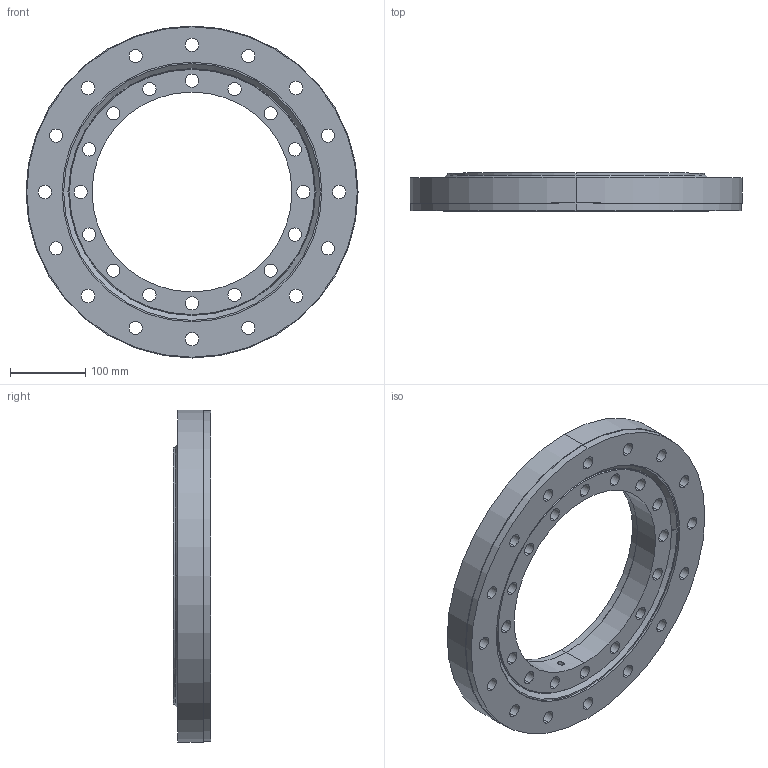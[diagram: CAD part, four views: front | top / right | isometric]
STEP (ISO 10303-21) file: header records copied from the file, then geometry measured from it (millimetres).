
FILE_DESCRIPTION (( 'STEP AP203' ), '1' );
FILE_NAME ('03-0342-05.STEP', '2017-12-26T14:45:34', ( 'defontaine' ), ( 'Hewlett-Packard Company' ), 'SwSTEP 2.0', 'SolidWorks 2016', '' );
FILE_SCHEMA (( 'CONFIG_CONTROL_DESIGN' ));
Length unit declared in the file: millimetre
Products named in the file (1): 03-0342-05
Bounding box: 440 x 50 x 440 mm (x, y, z)
Volume: 3507774.8 mm3; surface area: 548748.7 mm2
Topology: 5 solids, 5 shells, 136 faces, 345 edges, 223 vertices
Faces by surface type: cylinder 88, torus 18, plane 16, cone 12, sphere 2
Entity records: 4655 total; most frequent: CARTESIAN_POINT 971, DIRECTION 838, ORIENTED_EDGE 680, AXIS2_PLACEMENT_3D 369, EDGE_CURVE 340, CIRCLE 232, VERTEX_POINT 220, EDGE_LOOP 218
